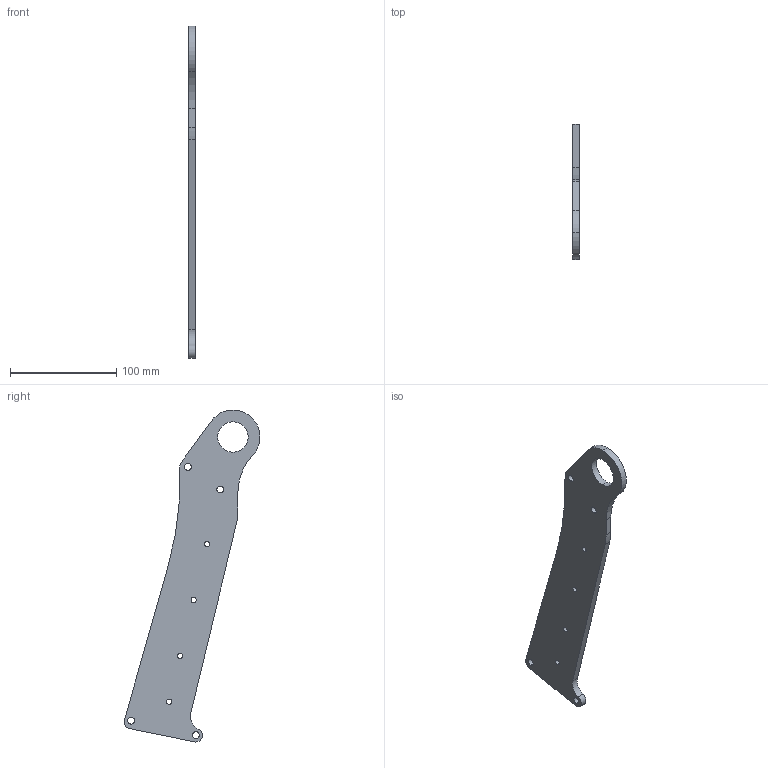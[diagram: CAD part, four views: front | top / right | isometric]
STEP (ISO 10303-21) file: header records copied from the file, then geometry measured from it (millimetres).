
FILE_DESCRIPTION (( 'STEP AP203' ), '1' );
FILE_NAME ('4400-23-P-0711 ( Placa de Policarbonato - 0.25 in - 4 piezas).STEP', '2023-04-02T21:06:39', ( '' ), ( '' ), 'SwSTEP 2.0', 'SolidWorks 2022', '' );
FILE_SCHEMA (( 'CONFIG_CONTROL_DESIGN' ));
Length unit declared in the file: inch
Products named in the file (1): 4400-23-P-0711 ( Placa de Policarbonato - 0.25 in - 4 piezas)
Bounding box: 6.35 x 127.74 x 312.37 mm (x, y, z)
Volume: 104347.4 mm3; surface area: 39062.6 mm2
Topology: 1 solids, 1 shells, 34 faces, 96 edges, 64 vertices
Faces by surface type: cylinder 27, plane 7
Entity records: 1249 total; most frequent: DIRECTION 220, CARTESIAN_POINT 195, ORIENTED_EDGE 192, EDGE_CURVE 96, AXIS2_PLACEMENT_3D 89, VERTEX_POINT 64, CIRCLE 54, EDGE_LOOP 52
